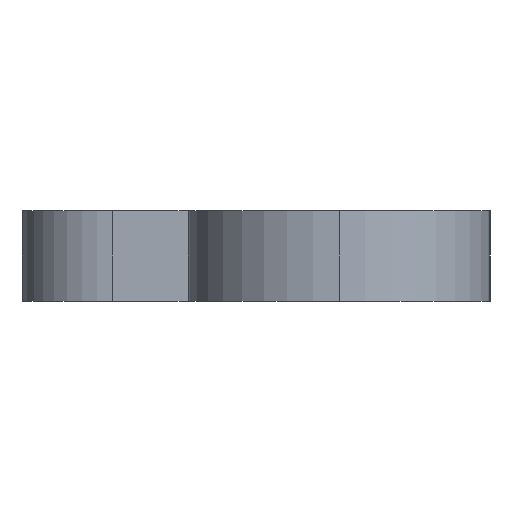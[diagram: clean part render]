
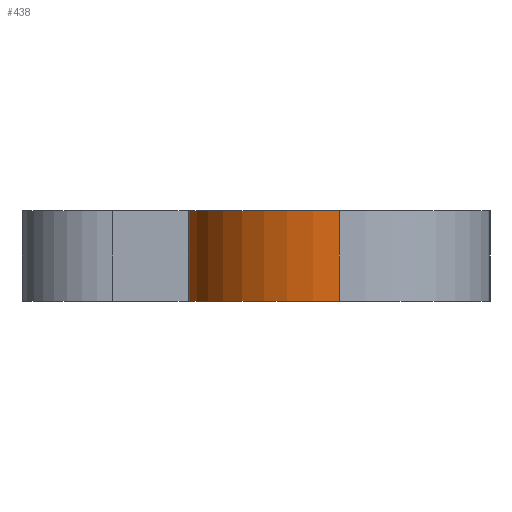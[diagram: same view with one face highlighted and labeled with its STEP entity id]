
A CAD part, left-side view. The second image highlights one B-rep face of the part: STEP entity #438.
In plain terms, the highlighted cylindrical face has radius 10 mm (diameter 20 mm), a partial arc.
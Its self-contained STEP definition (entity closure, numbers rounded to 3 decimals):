
#53 = CIRCLE ( 'NONE', #944, 10. ) ;
#81 = DIRECTION ( 'NONE',  ( 0., 0., 1. ) ) ;
#128 = CIRCLE ( 'NONE', #728, 10. ) ;
#153 = VERTEX_POINT ( 'NONE', #654 ) ;
#166 = DIRECTION ( 'NONE',  ( 0., 0., -1. ) ) ;
#209 = VERTEX_POINT ( 'NONE', #947 ) ;
#216 = EDGE_CURVE ( 'NONE', #209, #1105, #1020, .T. ) ;
#226 = CARTESIAN_POINT ( 'NONE',  ( -60., 0., 6. ) ) ;
#312 = VECTOR ( 'NONE', #618, 1000. ) ;
#379 = CYLINDRICAL_SURFACE ( 'NONE', #427, 10. ) ;
#386 = DIRECTION ( 'NONE',  ( 0., 0., 1. ) ) ;
#389 = DIRECTION ( 'NONE',  ( -1., 0., 0. ) ) ;
#406 = DIRECTION ( 'NONE',  ( 1., 0., 0. ) ) ;
#427 = AXIS2_PLACEMENT_3D ( 'NONE', #1078, #1006, #389 ) ;
#438 = ADVANCED_FACE ( 'NONE', ( #905 ), #379, .T. ) ;
#492 = ORIENTED_EDGE ( 'NONE', *, *, #586, .T. ) ;
#493 = CARTESIAN_POINT ( 'NONE',  ( -60., 0., 0. ) ) ;
#501 = CARTESIAN_POINT ( 'NONE',  ( -60., 10., 6. ) ) ;
#527 = LINE ( 'NONE', #693, #312 ) ;
#562 = ORIENTED_EDGE ( 'NONE', *, *, #842, .F. ) ;
#580 = EDGE_CURVE ( 'NONE', #209, #153, #128, .T. ) ;
#586 = EDGE_CURVE ( 'NONE', #1105, #812, #53, .T. ) ;
#618 = DIRECTION ( 'NONE',  ( 0., 0., -1. ) ) ;
#647 = DIRECTION ( 'NONE',  ( 1., 0., 0. ) ) ;
#654 = CARTESIAN_POINT ( 'NONE',  ( -70., 0., 6. ) ) ;
#659 = ORIENTED_EDGE ( 'NONE', *, *, #580, .F. ) ;
#693 = CARTESIAN_POINT ( 'NONE',  ( -70., 0., 6. ) ) ;
#728 = AXIS2_PLACEMENT_3D ( 'NONE', #226, #386, #647 ) ;
#737 = ORIENTED_EDGE ( 'NONE', *, *, #216, .T. ) ;
#812 = VERTEX_POINT ( 'NONE', #1052 ) ;
#833 = CARTESIAN_POINT ( 'NONE',  ( -60., 10., 0. ) ) ;
#836 = EDGE_LOOP ( 'NONE', ( #562, #659, #737, #492 ) ) ;
#842 = EDGE_CURVE ( 'NONE', #153, #812, #527, .T. ) ;
#905 = FACE_OUTER_BOUND ( 'NONE', #836, .T. ) ;
#944 = AXIS2_PLACEMENT_3D ( 'NONE', #493, #81, #406 ) ;
#947 = CARTESIAN_POINT ( 'NONE',  ( -60., 10., 6. ) ) ;
#1006 = DIRECTION ( 'NONE',  ( 0., 0., -1. ) ) ;
#1020 = LINE ( 'NONE', #501, #1030 ) ;
#1030 = VECTOR ( 'NONE', #166, 1000. ) ;
#1052 = CARTESIAN_POINT ( 'NONE',  ( -70., 0., 0. ) ) ;
#1078 = CARTESIAN_POINT ( 'NONE',  ( -60., 0., 6. ) ) ;
#1105 = VERTEX_POINT ( 'NONE', #833 ) ;
